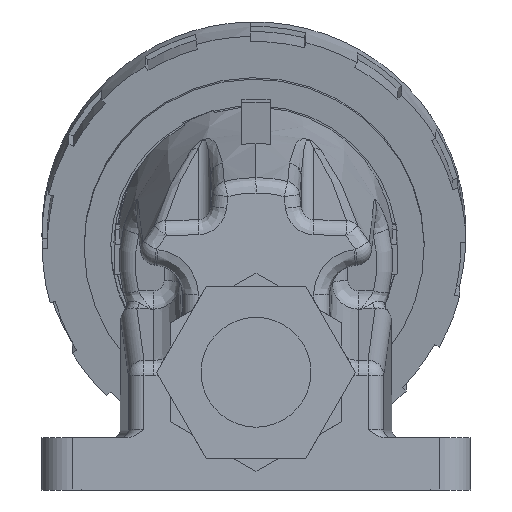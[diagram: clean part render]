
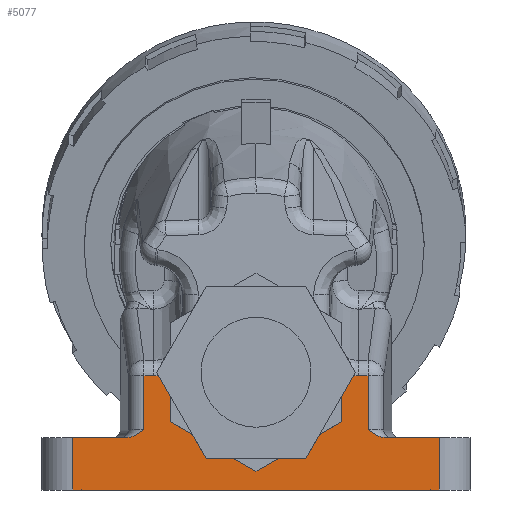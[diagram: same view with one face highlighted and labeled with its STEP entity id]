
A CAD part, left-side view. The second image highlights one B-rep face of the part: STEP entity #5077.
In plain terms, the highlighted planar face has unit normal (-1, 0, 0).
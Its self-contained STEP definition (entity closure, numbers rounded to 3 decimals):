
#1166=DIRECTION('',(0.,0.5,-0.866));
#1167=VECTOR('',#1166,18.302);
#1168=CARTESIAN_POINT('',(-58.455,15.049,21.895));
#1169=LINE('',#1168,#1167);
#1170=CARTESIAN_POINT('',(-58.455,15.049,21.895));
#1171=CARTESIAN_POINT('',(-58.455,14.901,21.878));
#1172=CARTESIAN_POINT('',(-58.455,14.594,21.852));
#1173=CARTESIAN_POINT('',(-58.455,14.268,21.842));
#1174=CARTESIAN_POINT('',(-58.455,14.1,21.842));
#1176=DIRECTION('',(0.,-1.,0.));
#1177=VECTOR('',#1176,1.806);
#1178=CARTESIAN_POINT('',(-58.455,14.1,21.842));
#1179=LINE('',#1178,#1177);
#1180=DIRECTION('',(0.,0.,-1.));
#1181=VECTOR('',#1180,10.342);
#1182=CARTESIAN_POINT('',(-58.455,12.294,21.842));
#1183=LINE('',#1182,#1181);
#1184=DIRECTION('',(0.,0.,-1.));
#1185=VECTOR('',#1184,10.);
#1186=CARTESIAN_POINT('',(-58.455,-1.3,10.));
#1187=LINE('',#1186,#1185);
#1188=DIRECTION('',(0.,1.,0.));
#1189=VECTOR('',#1188,70.);
#1190=CARTESIAN_POINT('',(-58.455,-1.3,0.));
#1191=LINE('',#1190,#1189);
#1192=DIRECTION('',(0.,0.,-1.));
#1193=VECTOR('',#1192,10.);
#1194=CARTESIAN_POINT('',(-58.455,68.7,10.));
#1195=LINE('',#1194,#1193);
#1196=DIRECTION('',(0.,0.,-1.));
#1197=VECTOR('',#1196,10.342);
#1198=CARTESIAN_POINT('',(-58.455,55.106,21.842));
#1199=LINE('',#1198,#1197);
#1200=DIRECTION('',(0.,1.,0.));
#1201=VECTOR('',#1200,1.806);
#1202=CARTESIAN_POINT('',(-58.455,53.3,21.842));
#1203=LINE('',#1202,#1201);
#1204=CARTESIAN_POINT('',(-58.455,52.351,21.895));
#1205=CARTESIAN_POINT('',(-58.455,52.499,21.878));
#1206=CARTESIAN_POINT('',(-58.455,52.806,21.852));
#1207=CARTESIAN_POINT('',(-58.455,53.132,21.842));
#1208=CARTESIAN_POINT('',(-58.455,53.3,21.842));
#1210=DIRECTION('',(0.,-0.5,-0.866));
#1211=VECTOR('',#1210,18.302);
#1212=CARTESIAN_POINT('',(-58.455,52.351,21.895));
#1213=LINE('',#1212,#1211);
#1338=DIRECTION('',(0.,1.,0.));
#1339=VECTOR('',#1338,19.);
#1340=CARTESIAN_POINT('',(-58.455,24.2,6.046));
#1341=LINE('',#1340,#1339);
#1568=CARTESIAN_POINT('',(-58.455,55.106,11.5));
#1569=CARTESIAN_POINT('',(-58.455,55.362,11.319));
#1570=CARTESIAN_POINT('',(-58.455,55.852,10.974));
#1571=CARTESIAN_POINT('',(-58.455,56.557,10.541));
#1572=CARTESIAN_POINT('',(-58.455,57.231,10.227));
#1573=CARTESIAN_POINT('',(-58.455,57.876,10.04));
#1574=CARTESIAN_POINT('',(-58.455,58.271,10.));
#1575=CARTESIAN_POINT('',(-58.455,58.461,10.));
#1595=DIRECTION('',(0.,1.,0.));
#1596=VECTOR('',#1595,10.239);
#1597=CARTESIAN_POINT('',(-58.455,58.461,10.));
#1598=LINE('',#1597,#1596);
#1715=DIRECTION('',(0.,-1.,0.));
#1716=VECTOR('',#1715,10.239);
#1717=CARTESIAN_POINT('',(-58.455,8.939,10.));
#1718=LINE('',#1717,#1716);
#1776=CARTESIAN_POINT('',(-58.455,12.294,11.5));
#1777=CARTESIAN_POINT('',(-58.455,12.038,11.319));
#1778=CARTESIAN_POINT('',(-58.455,11.548,10.974));
#1779=CARTESIAN_POINT('',(-58.455,10.843,10.541));
#1780=CARTESIAN_POINT('',(-58.455,10.169,10.227));
#1781=CARTESIAN_POINT('',(-58.455,9.524,10.04));
#1782=CARTESIAN_POINT('',(-58.455,9.129,10.));
#1783=CARTESIAN_POINT('',(-58.455,8.939,10.));
#3567=CARTESIAN_POINT('',(-58.455,53.3,21.842));
#3568=VERTEX_POINT('',#3567);
#3583=CARTESIAN_POINT('',(-58.455,52.351,21.895));
#3584=CARTESIAN_POINT('',(-58.455,43.2,6.046));
#3585=VERTEX_POINT('',#3583);
#3586=VERTEX_POINT('',#3584);
#3632=CARTESIAN_POINT('',(-58.455,68.7,0.));
#3634=VERTEX_POINT('',#3632);
#3638=CARTESIAN_POINT('',(-58.455,68.7,10.));
#3639=VERTEX_POINT('',#3638);
#3641=CARTESIAN_POINT('',(-58.455,55.106,21.842));
#3643=VERTEX_POINT('',#3641);
#3714=CARTESIAN_POINT('',(-58.455,58.461,10.));
#3715=VERTEX_POINT('',#3714);
#3716=CARTESIAN_POINT('',(-58.455,55.106,11.5));
#3717=VERTEX_POINT('',#3716);
#3792=CARTESIAN_POINT('',(-58.455,14.1,21.842));
#3793=VERTEX_POINT('',#3792);
#3808=CARTESIAN_POINT('',(-58.455,15.049,21.895));
#3809=CARTESIAN_POINT('',(-58.455,24.2,6.046));
#3810=VERTEX_POINT('',#3808);
#3811=VERTEX_POINT('',#3809);
#3857=CARTESIAN_POINT('',(-58.455,-1.3,0.));
#3859=VERTEX_POINT('',#3857);
#3863=CARTESIAN_POINT('',(-58.455,-1.3,10.));
#3864=VERTEX_POINT('',#3863);
#3866=CARTESIAN_POINT('',(-58.455,12.294,21.842));
#3868=VERTEX_POINT('',#3866);
#3939=CARTESIAN_POINT('',(-58.455,8.939,10.));
#3940=VERTEX_POINT('',#3939);
#3941=CARTESIAN_POINT('',(-58.455,12.294,11.5));
#3942=VERTEX_POINT('',#3941);
#5039=CARTESIAN_POINT('',(-58.455,74.7,0.));
#5040=DIRECTION('',(-1.,0.,0.));
#5041=DIRECTION('',(0.,-1.,0.));
#5042=AXIS2_PLACEMENT_3D('',#5039,#5040,#5041);
#5043=PLANE('',#5042);
#5045=ORIENTED_EDGE('',*,*,#5044,.F.);
#5047=ORIENTED_EDGE('',*,*,#5046,.F.);
#5049=ORIENTED_EDGE('',*,*,#5048,.T.);
#5051=ORIENTED_EDGE('',*,*,#5050,.T.);
#5053=ORIENTED_EDGE('',*,*,#5052,.T.);
#5055=ORIENTED_EDGE('',*,*,#5054,.T.);
#5057=ORIENTED_EDGE('',*,*,#5056,.T.);
#5059=ORIENTED_EDGE('',*,*,#5058,.T.);
#5060=ORIENTED_EDGE('',*,*,#5003,.T.);
#5062=ORIENTED_EDGE('',*,*,#5061,.F.);
#5064=ORIENTED_EDGE('',*,*,#5063,.F.);
#5066=ORIENTED_EDGE('',*,*,#5065,.F.);
#5068=ORIENTED_EDGE('',*,*,#5067,.F.);
#5070=ORIENTED_EDGE('',*,*,#5069,.F.);
#5072=ORIENTED_EDGE('',*,*,#5071,.F.);
#5074=ORIENTED_EDGE('',*,*,#5073,.T.);
#5075=EDGE_LOOP('',(#5045,#5047,#5049,#5051,#5053,#5055,#5057,#5059,#5060,#5062,
#5064,#5066,#5068,#5070,#5072,#5074));
#5076=FACE_OUTER_BOUND('',#5075,.F.);
#5077=ADVANCED_FACE('',(#5076),#5043,.T.);
#1175=B_SPLINE_CURVE_WITH_KNOTS('',3,(#1170,#1171,#1172,#1173,#1174),
.UNSPECIFIED.,.F.,.F.,(4,1,4),(0.,0.5,1.),.UNSPECIFIED.);
#1209=B_SPLINE_CURVE_WITH_KNOTS('',3,(#1204,#1205,#1206,#1207,#1208),
.UNSPECIFIED.,.F.,.F.,(4,1,4),(0.,0.5,1.),.UNSPECIFIED.);
#1576=B_SPLINE_CURVE_WITH_KNOTS('',3,(#1568,#1569,#1570,#1571,#1572,#1573,#1574,
#1575),.UNSPECIFIED.,.F.,.F.,(4,1,1,1,1,4),(0.,0.2,0.4,0.6,0.8,1.),
.UNSPECIFIED.);
#1784=B_SPLINE_CURVE_WITH_KNOTS('',3,(#1776,#1777,#1778,#1779,#1780,#1781,#1782,
#1783),.UNSPECIFIED.,.F.,.F.,(4,1,1,1,1,4),(0.,0.2,0.4,0.6,0.8,1.),
.UNSPECIFIED.);
#5003=EDGE_CURVE('',#3859,#3634,#1191,.T.);
#5044=EDGE_CURVE('',#3811,#3586,#1341,.T.);
#5046=EDGE_CURVE('',#3810,#3811,#1169,.T.);
#5048=EDGE_CURVE('',#3810,#3793,#1175,.T.);
#5050=EDGE_CURVE('',#3793,#3868,#1179,.T.);
#5052=EDGE_CURVE('',#3868,#3942,#1183,.T.);
#5054=EDGE_CURVE('',#3942,#3940,#1784,.T.);
#5056=EDGE_CURVE('',#3940,#3864,#1718,.T.);
#5058=EDGE_CURVE('',#3864,#3859,#1187,.T.);
#5061=EDGE_CURVE('',#3639,#3634,#1195,.T.);
#5063=EDGE_CURVE('',#3715,#3639,#1598,.T.);
#5065=EDGE_CURVE('',#3717,#3715,#1576,.T.);
#5067=EDGE_CURVE('',#3643,#3717,#1199,.T.);
#5069=EDGE_CURVE('',#3568,#3643,#1203,.T.);
#5071=EDGE_CURVE('',#3585,#3568,#1209,.T.);
#5073=EDGE_CURVE('',#3585,#3586,#1213,.T.);
